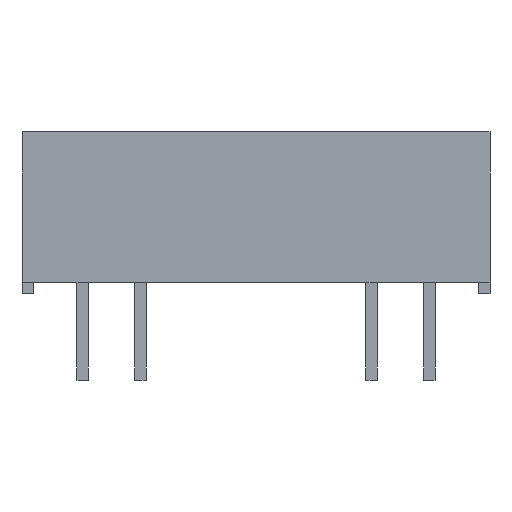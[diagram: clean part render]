
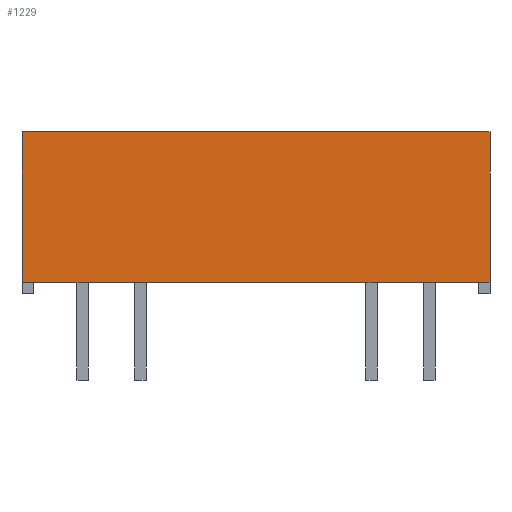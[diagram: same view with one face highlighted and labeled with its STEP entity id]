
A CAD part, front view. The second image highlights one B-rep face of the part: STEP entity #1229.
In plain terms, the highlighted planar face has unit normal (0, -1, 0).
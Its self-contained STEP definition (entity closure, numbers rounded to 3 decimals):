
#1166=CARTESIAN_POINT('',(10.287,-2.665,7.112));
#1167=VERTEX_POINT('',#1166);
#1174=CARTESIAN_POINT('',(10.287,-2.665,0.5));
#1175=VERTEX_POINT('',#1174);
#1176=CARTESIAN_POINT('',(10.287,-2.665,0.5));
#1177=DIRECTION('',(0.0,0.0,1.0));
#1178=VECTOR('',#1177,6.612);
#1179=LINE('',#1176,#1178);
#1180=EDGE_CURVE('',#1175,#1167,#1179,.T.);
#1199=CARTESIAN_POINT('',(10.287,-2.665,0.5));
#1200=DIRECTION('',(0.0,-1.0,0.0));
#1201=DIRECTION('',(0.0,0.0,-1.0));
#1202=AXIS2_PLACEMENT_3D('',#1199,#1200,#1201);
#1203=PLANE('',#1202);
#1204=CARTESIAN_POINT('',(-10.287,-2.665,7.112));
#1205=VERTEX_POINT('',#1204);
#1206=CARTESIAN_POINT('',(10.287,-2.665,7.112));
#1207=DIRECTION('',(-1.0,0.0,0.0));
#1208=VECTOR('',#1207,20.574);
#1209=LINE('',#1206,#1208);
#1210=EDGE_CURVE('',#1167,#1205,#1209,.T.);
#1211=ORIENTED_EDGE('',*,*,#1210,.T.);
#1212=CARTESIAN_POINT('',(-10.287,-2.665,0.5));
#1213=VERTEX_POINT('',#1212);
#1214=CARTESIAN_POINT('',(-10.287,-2.665,0.5));
#1215=DIRECTION('',(0.0,0.0,1.0));
#1216=VECTOR('',#1215,6.612);
#1217=LINE('',#1214,#1216);
#1218=EDGE_CURVE('',#1213,#1205,#1217,.T.);
#1219=ORIENTED_EDGE('',*,*,#1218,.F.);
#1220=CARTESIAN_POINT('',(10.287,-2.665,0.5));
#1221=DIRECTION('',(-1.0,0.0,0.0));
#1222=VECTOR('',#1221,20.574);
#1223=LINE('',#1220,#1222);
#1224=EDGE_CURVE('',#1175,#1213,#1223,.T.);
#1225=ORIENTED_EDGE('',*,*,#1224,.F.);
#1226=ORIENTED_EDGE('',*,*,#1180,.T.);
#1227=EDGE_LOOP('',(#1211,#1219,#1225,#1226));
#1228=FACE_OUTER_BOUND('',#1227,.T.);
#1229=ADVANCED_FACE('',(#1228),#1203,.T.);
